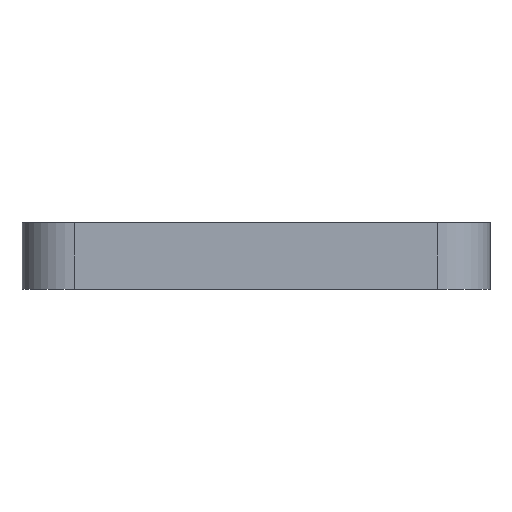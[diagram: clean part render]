
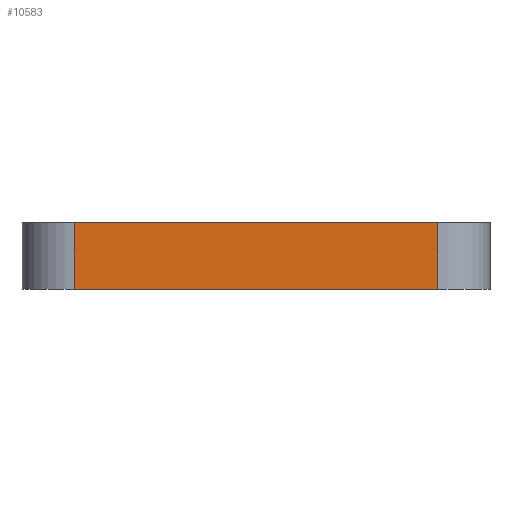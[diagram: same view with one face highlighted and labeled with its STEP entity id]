
A CAD part, left-side view. The second image highlights one B-rep face of the part: STEP entity #10583.
In plain terms, the highlighted planar face has unit normal (-1, 0, 0).
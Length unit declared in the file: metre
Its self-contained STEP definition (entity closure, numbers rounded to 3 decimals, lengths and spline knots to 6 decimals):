
#1959=ORIENTED_EDGE('',*,*,#4525,.T.);
#1960=ORIENTED_EDGE('',*,*,#4564,.F.);
#1961=ORIENTED_EDGE('',*,*,#4565,.F.);
#1962=ORIENTED_EDGE('',*,*,#4562,.T.);
#4525=EDGE_CURVE('',#5892,#5891,#6884,.T.);
#4562=EDGE_CURVE('',#5919,#5892,#6912,.T.);
#4564=EDGE_CURVE('',#5920,#5891,#6913,.T.);
#4565=EDGE_CURVE('',#5919,#5920,#6914,.T.);
#5891=VERTEX_POINT('',#15942);
#5892=VERTEX_POINT('',#15944);
#5919=VERTEX_POINT('',#16017);
#5920=VERTEX_POINT('',#16021);
#6884=LINE('',#15943,#7758);
#6912=LINE('',#16016,#7786);
#6913=LINE('',#16020,#7787);
#6914=LINE('',#16022,#7788);
#7758=VECTOR('',#12927,1.);
#7786=VECTOR('',#12991,1.);
#7787=VECTOR('',#12996,1.);
#7788=VECTOR('',#12997,1.);
#8466=EDGE_LOOP('',(#1959,#1960,#1961,#1962));
#9420=FACE_BOUND('',#8466,.T.);
#10279=PLANE('',#11353);
#10583=ADVANCED_FACE('',(#9420),#10279,.F.);
#11353=AXIS2_PLACEMENT_3D('',#16019,#12994,#12995);
#12927=DIRECTION('',(0.,-1.,0.));
#12991=DIRECTION('',(0.,0.,-1.));
#12994=DIRECTION('',(1.,0.,0.));
#12995=DIRECTION('',(0.,0.,-1.));
#12996=DIRECTION('',(0.,0.,-1.));
#12997=DIRECTION('',(0.,-1.,0.));
#15942=CARTESIAN_POINT('',(-0.046025,-0.034581,0.));
#15943=CARTESIAN_POINT('',(-0.046025,-0.001546,0.));
#15944=CARTESIAN_POINT('',(-0.046025,0.031489,0.));
#16016=CARTESIAN_POINT('',(-0.046025,0.031489,0.012));
#16017=CARTESIAN_POINT('',(-0.046025,0.031489,0.012));
#16019=CARTESIAN_POINT('',(-0.046025,-0.001546,0.012));
#16020=CARTESIAN_POINT('',(-0.046025,-0.034581,0.012));
#16021=CARTESIAN_POINT('',(-0.046025,-0.034581,0.012));
#16022=CARTESIAN_POINT('',(-0.046025,-0.001546,0.012));
